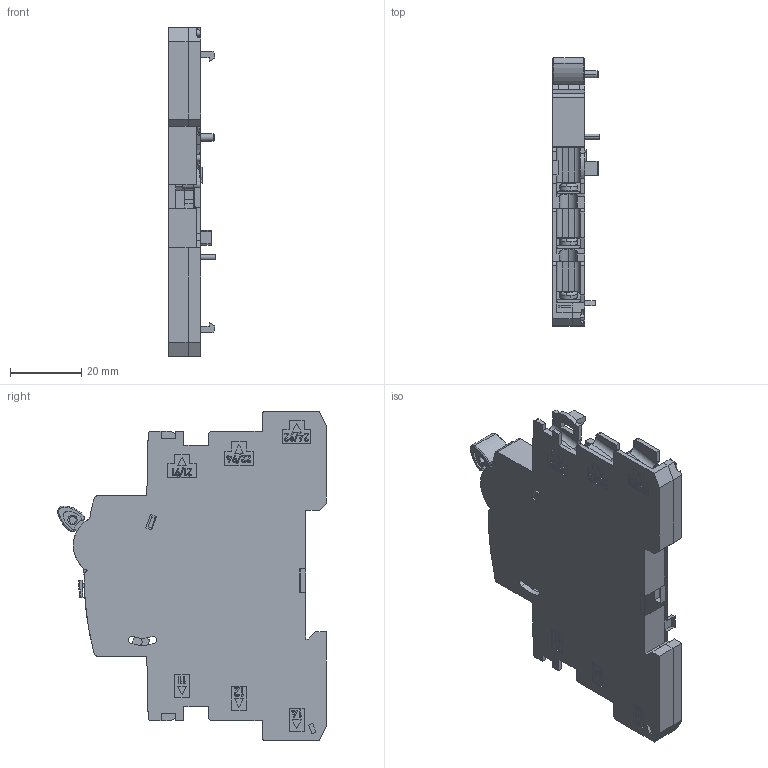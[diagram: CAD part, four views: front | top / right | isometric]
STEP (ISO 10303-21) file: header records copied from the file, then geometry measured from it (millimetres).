
FILE_DESCRIPTION (( 'STEP AP214' ), '1' );
FILE_NAME ('Ñîâìåùåííûé äîïîëíèòåëüíûé è ñèãíàëüíûé êîíòàêò AV-OF+OF-SD EKF (av-of-of-sd-averes).STEP', '2024-04-09T13:22:19', ( '' ), ( '' ), 'SwSTEP 2.0', 'SolidWorks 2021', '' );
FILE_SCHEMA (( 'AUTOMOTIVE_DESIGN' ));
Length unit declared in the file: millimetre
Products named in the file (1): Ñîâìåùåííûé äîïîëíèòåëüíûé è ñèãíàëüíûé êîíòàêò AV-OF+OF-SD EKF (av-of-of-sd-averes)
Bounding box: 13.2 x 75.4 x 92.4 mm (x, y, z)
Volume: 38392 mm3; surface area: 18695.7 mm2
Topology: 20 solids, 20 shells, 1236 faces, 3289 edges, 2140 vertices
Faces by surface type: plane 866, cylinder 185, bspline 81, torus 64, sphere 28, cone 12
Entity records: 41393 total; most frequent: CARTESIAN_POINT 10865, ORIENTED_EDGE 6466, DIRECTION 5811, EDGE_CURVE 3233, LINE 2395, VECTOR 2395, VERTEX_POINT 2112, AXIS2_PLACEMENT_3D 1708
